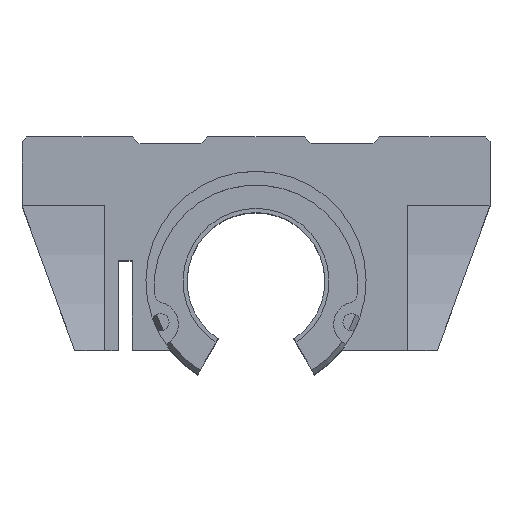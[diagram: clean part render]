
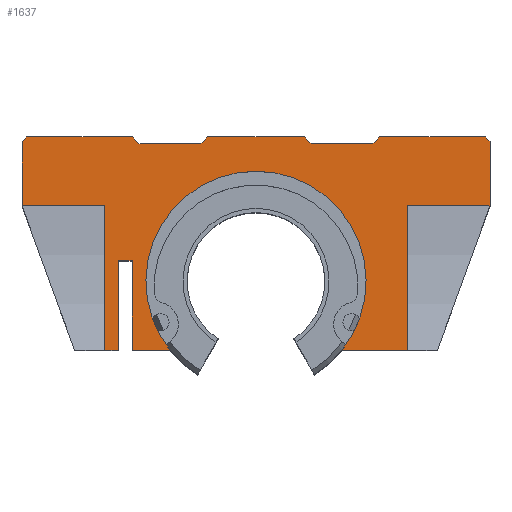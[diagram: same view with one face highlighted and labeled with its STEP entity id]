
A CAD part, top view. The second image highlights one B-rep face of the part: STEP entity #1637.
In plain terms, the highlighted planar face has unit normal (0, 0, 1).
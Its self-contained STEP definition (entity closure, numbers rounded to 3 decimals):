
#99=PLANE('',#1818);
#160=LINE('',#2553,#316);
#184=LINE('',#2602,#340);
#190=LINE('',#2619,#346);
#204=LINE('',#2654,#360);
#208=LINE('',#2663,#364);
#212=LINE('',#2672,#368);
#215=LINE('',#2678,#371);
#216=LINE('',#2681,#372);
#219=LINE('',#2687,#375);
#222=LINE('',#2693,#378);
#225=LINE('',#2699,#381);
#227=LINE('',#2706,#383);
#229=LINE('',#2709,#385);
#232=LINE('',#2715,#388);
#235=LINE('',#2725,#391);
#238=LINE('',#2731,#394);
#241=LINE('',#2737,#397);
#244=LINE('',#2743,#400);
#247=LINE('',#2749,#403);
#250=LINE('',#2755,#406);
#253=LINE('',#2761,#409);
#256=LINE('',#2767,#412);
#259=LINE('',#2777,#415);
#316=VECTOR('',#2070,1000.);
#340=VECTOR('',#2096,1000.);
#346=VECTOR('',#2110,1000.);
#360=VECTOR('',#2142,1000.);
#364=VECTOR('',#2148,1000.);
#368=VECTOR('',#2156,1000.);
#371=VECTOR('',#2161,1000.);
#372=VECTOR('',#2166,1000.);
#375=VECTOR('',#2171,1000.);
#378=VECTOR('',#2176,1000.);
#381=VECTOR('',#2181,1000.);
#383=VECTOR('',#2189,1000.);
#385=VECTOR('',#2193,1000.);
#388=VECTOR('',#2198,1000.);
#391=VECTOR('',#2207,1000.);
#394=VECTOR('',#2212,1000.);
#397=VECTOR('',#2217,1000.);
#400=VECTOR('',#2222,1000.);
#403=VECTOR('',#2227,1000.);
#406=VECTOR('',#2232,1000.);
#409=VECTOR('',#2237,1000.);
#412=VECTOR('',#2242,1000.);
#415=VECTOR('',#2251,1000.);
#777=ORIENTED_EDGE('',*,*,#1086,.T.);
#778=ORIENTED_EDGE('',*,*,#994,.T.);
#779=ORIENTED_EDGE('',*,*,#1043,.T.);
#780=ORIENTED_EDGE('',*,*,#1047,.T.);
#781=ORIENTED_EDGE('',*,*,#1049,.T.);
#782=ORIENTED_EDGE('',*,*,#1052,.T.);
#783=ORIENTED_EDGE('',*,*,#1057,.T.);
#784=ORIENTED_EDGE('',*,*,#1060,.T.);
#785=ORIENTED_EDGE('',*,*,#1063,.T.);
#786=ORIENTED_EDGE('',*,*,#1066,.T.);
#787=ORIENTED_EDGE('',*,*,#1069,.T.);
#788=ORIENTED_EDGE('',*,*,#1072,.T.);
#789=ORIENTED_EDGE('',*,*,#1075,.T.);
#790=ORIENTED_EDGE('',*,*,#1078,.T.);
#791=ORIENTED_EDGE('',*,*,#1083,.T.);
#792=ORIENTED_EDGE('',*,*,#1020,.T.);
#793=ORIENTED_EDGE('',*,*,#1024,.T.);
#794=ORIENTED_EDGE('',*,*,#1029,.T.);
#795=ORIENTED_EDGE('',*,*,#1032,.T.);
#796=ORIENTED_EDGE('',*,*,#1002,.T.);
#797=ORIENTED_EDGE('',*,*,#1034,.T.);
#798=ORIENTED_EDGE('',*,*,#1037,.T.);
#799=ORIENTED_EDGE('',*,*,#1040,.T.);
#800=ORIENTED_EDGE('',*,*,#970,.T.);
#970=EDGE_CURVE('',#1169,#1168,#160,.T.);
#994=EDGE_CURVE('',#1177,#1192,#184,.T.);
#1002=EDGE_CURVE('',#1200,#1199,#190,.T.);
#1020=EDGE_CURVE('',#1212,#1213,#204,.T.);
#1024=EDGE_CURVE('',#1213,#1216,#208,.T.);
#1029=EDGE_CURVE('',#1216,#1219,#212,.T.);
#1032=EDGE_CURVE('',#1219,#1200,#215,.T.);
#1034=EDGE_CURVE('',#1199,#1221,#216,.T.);
#1037=EDGE_CURVE('',#1221,#1223,#219,.T.);
#1040=EDGE_CURVE('',#1223,#1169,#222,.T.);
#1043=EDGE_CURVE('',#1192,#1226,#225,.T.);
#1047=EDGE_CURVE('',#1226,#1228,#227,.T.);
#1049=EDGE_CURVE('',#1228,#1229,#229,.T.);
#1052=EDGE_CURVE('',#1229,#1231,#232,.T.);
#1057=EDGE_CURVE('',#1231,#1235,#235,.T.);
#1060=EDGE_CURVE('',#1235,#1237,#238,.T.);
#1063=EDGE_CURVE('',#1237,#1239,#241,.T.);
#1066=EDGE_CURVE('',#1239,#1241,#244,.T.);
#1069=EDGE_CURVE('',#1241,#1243,#247,.T.);
#1072=EDGE_CURVE('',#1243,#1245,#250,.T.);
#1075=EDGE_CURVE('',#1245,#1247,#253,.T.);
#1078=EDGE_CURVE('',#1247,#1249,#256,.T.);
#1083=EDGE_CURVE('',#1249,#1212,#259,.T.);
#1086=EDGE_CURVE('',#1168,#1177,#1308,.F.);
#1168=VERTEX_POINT('',#2552);
#1169=VERTEX_POINT('',#2554);
#1177=VERTEX_POINT('',#2572);
#1192=VERTEX_POINT('',#2601);
#1199=VERTEX_POINT('',#2618);
#1200=VERTEX_POINT('',#2620);
#1212=VERTEX_POINT('',#2655);
#1213=VERTEX_POINT('',#2656);
#1216=VERTEX_POINT('',#2664);
#1219=VERTEX_POINT('',#2673);
#1221=VERTEX_POINT('',#2682);
#1223=VERTEX_POINT('',#2688);
#1226=VERTEX_POINT('',#2698);
#1228=VERTEX_POINT('',#2705);
#1229=VERTEX_POINT('',#2710);
#1231=VERTEX_POINT('',#2716);
#1235=VERTEX_POINT('',#2726);
#1237=VERTEX_POINT('',#2732);
#1239=VERTEX_POINT('',#2738);
#1241=VERTEX_POINT('',#2744);
#1243=VERTEX_POINT('',#2750);
#1245=VERTEX_POINT('',#2756);
#1247=VERTEX_POINT('',#2762);
#1249=VERTEX_POINT('',#2768);
#1308=CIRCLE('',#1819,16.);
#1400=EDGE_LOOP('',(#777,#778,#779,#780,#781,#782,#783,#784,#785,#786,#787,
#788,#789,#790,#791,#792,#793,#794,#795,#796,#797,#798,#799,#800));
#1510=FACE_BOUND('',#1400,.T.);
#1637=ADVANCED_FACE('',(#1510),#99,.T.);
#1818=AXIS2_PLACEMENT_3D('',#2781,#2257,#2258);
#1819=AXIS2_PLACEMENT_3D('',#2782,#2259,#2260);
#2070=DIRECTION('',(1.,0.,0.));
#2096=DIRECTION('',(1.,0.,0.));
#2110=DIRECTION('',(1.,0.,0.));
#2142=DIRECTION('',(-0.707,-0.707,0.));
#2148=DIRECTION('',(0.,-1.,0.));
#2156=DIRECTION('',(1.,0.,0.));
#2161=DIRECTION('',(0.,-1.,0.));
#2166=DIRECTION('',(0.,1.,0.));
#2171=DIRECTION('',(1.,0.,0.));
#2176=DIRECTION('',(0.,-1.,0.));
#2181=DIRECTION('',(0.,1.,0.));
#2189=DIRECTION('',(1.,0.,0.));
#2193=DIRECTION('',(0.,1.,0.));
#2198=DIRECTION('',(-0.707,0.707,0.));
#2207=DIRECTION('',(-1.,0.,0.));
#2212=DIRECTION('',(-0.707,-0.707,0.));
#2217=DIRECTION('',(-1.,0.,0.));
#2222=DIRECTION('',(-0.707,0.707,0.));
#2227=DIRECTION('',(-1.,0.,0.));
#2232=DIRECTION('',(-0.707,-0.707,0.));
#2237=DIRECTION('',(-1.,0.,0.));
#2242=DIRECTION('',(-0.707,0.707,0.));
#2251=DIRECTION('',(-1.,0.,0.));
#2257=DIRECTION('',(0.,0.,1.));
#2258=DIRECTION('',(1.,0.,0.));
#2259=DIRECTION('',(0.,0.,1.));
#2260=DIRECTION('',(1.,0.,0.));
#2552=CARTESIAN_POINT('',(-12.49,-31.,0.));
#2553=CARTESIAN_POINT('',(-18.,-31.,0.));
#2554=CARTESIAN_POINT('',(-18.,-31.,0.));
#2572=CARTESIAN_POINT('',(12.49,-31.,0.));
#2601=CARTESIAN_POINT('',(22.,-31.,0.));
#2602=CARTESIAN_POINT('',(12.49,-31.,0.));
#2618=CARTESIAN_POINT('',(-20.,-31.,0.));
#2619=CARTESIAN_POINT('',(-22.,-31.,0.));
#2620=CARTESIAN_POINT('',(-22.,-31.,0.));
#2654=CARTESIAN_POINT('',(-33.293,0.,0.));
#2655=CARTESIAN_POINT('',(-33.293,0.,0.));
#2656=CARTESIAN_POINT('',(-34.,-0.707,0.));
#2663=CARTESIAN_POINT('',(-34.,-0.707,0.));
#2664=CARTESIAN_POINT('',(-34.,-10.,0.));
#2672=CARTESIAN_POINT('',(-34.,-10.,0.));
#2673=CARTESIAN_POINT('',(-22.,-10.,0.));
#2678=CARTESIAN_POINT('',(-22.,-10.,0.));
#2681=CARTESIAN_POINT('',(-20.,-31.,0.));
#2682=CARTESIAN_POINT('',(-20.,-18.,0.));
#2687=CARTESIAN_POINT('',(-20.,-18.,0.));
#2688=CARTESIAN_POINT('',(-18.,-18.,0.));
#2693=CARTESIAN_POINT('',(-18.,-18.,0.));
#2698=CARTESIAN_POINT('',(22.,-10.,0.));
#2699=CARTESIAN_POINT('',(22.,-31.,0.));
#2705=CARTESIAN_POINT('',(34.,-10.,0.));
#2706=CARTESIAN_POINT('',(22.,-10.,0.));
#2709=CARTESIAN_POINT('',(34.,-10.,0.));
#2710=CARTESIAN_POINT('',(34.,-0.707,0.));
#2715=CARTESIAN_POINT('',(34.,-0.707,0.));
#2716=CARTESIAN_POINT('',(33.293,0.,0.));
#2725=CARTESIAN_POINT('',(33.293,0.,0.));
#2726=CARTESIAN_POINT('',(18.,0.,0.));
#2731=CARTESIAN_POINT('',(18.,0.,0.));
#2732=CARTESIAN_POINT('',(17.,-1.,0.));
#2737=CARTESIAN_POINT('',(17.,-1.,0.));
#2738=CARTESIAN_POINT('',(8.,-1.,0.));
#2743=CARTESIAN_POINT('',(8.,-1.,0.));
#2744=CARTESIAN_POINT('',(7.,0.,0.));
#2749=CARTESIAN_POINT('',(7.,0.,0.));
#2750=CARTESIAN_POINT('',(-7.,0.,0.));
#2755=CARTESIAN_POINT('',(-7.,0.,0.));
#2756=CARTESIAN_POINT('',(-8.,-1.,0.));
#2761=CARTESIAN_POINT('',(-8.,-1.,0.));
#2762=CARTESIAN_POINT('',(-17.,-1.,0.));
#2767=CARTESIAN_POINT('',(-17.,-1.,0.));
#2768=CARTESIAN_POINT('',(-18.,0.,0.));
#2777=CARTESIAN_POINT('',(-18.,0.,0.));
#2781=CARTESIAN_POINT('',(0.,-21.,0.));
#2782=CARTESIAN_POINT('',(0.,-21.,0.));
